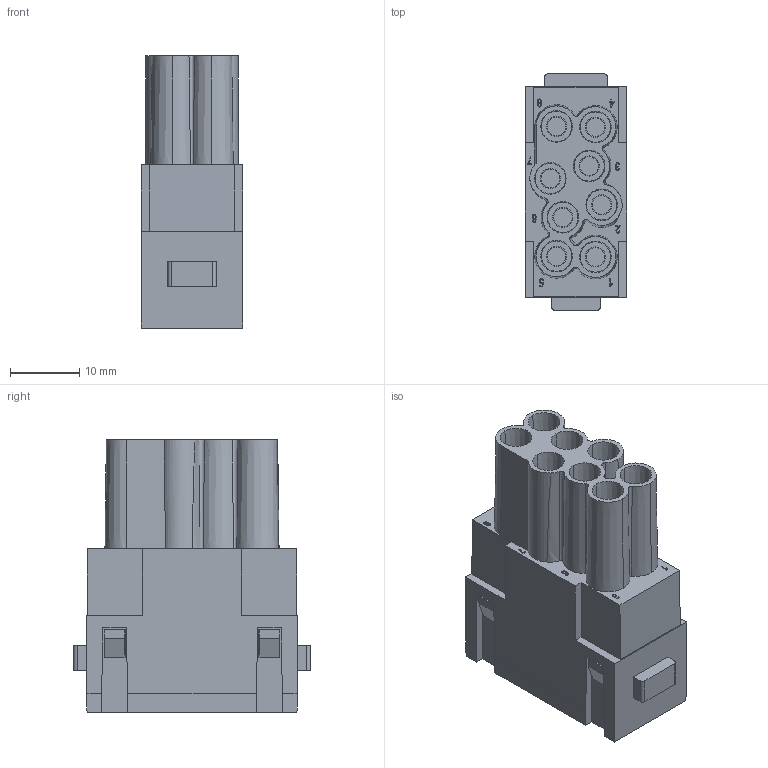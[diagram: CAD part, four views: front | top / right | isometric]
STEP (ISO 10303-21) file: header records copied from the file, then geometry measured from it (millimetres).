
FILE_DESCRIPTION(/* description */ ('Alibre Inc.'),/* implementation_level */ '2;1');
FILE_NAME(/* name */ 'export-80A00CDB-E2A5-44F8-98B8-37A0AAB08B9F',/* time_stamp */ '2022-10-05T16:13:45+02:00',/* author */ (''),/* organization */ (''),/* preprocessor_version */ 'ST-DEVELOPER v17',/* originating_system */ 'Alibre',/* authorisation */ '');
FILE_SCHEMA (('AUTOMOTIVE_DESIGN'));
Length unit declared in the file: millimetre
Products named in the file (2): HC_M_08_PT_F-select
Bounding box: 14.6 x 34.1 x 39.25 mm (x, y, z)
Volume: 10953.4 mm3; surface area: 7473.9 mm2
Topology: 1 solids, 1 shells, 1073 faces, 3036 edges, 2028 vertices
Faces by surface type: plane 930, cone 90, cylinder 47, bspline 6
Entity records: 52183 total; most frequent: CARTESIAN_POINT 25970, ORIENTED_EDGE 6072, DIRECTION 4051, EDGE_CURVE 3036, VECTOR 2525, LINE 2525, VERTEX_POINT 2028, AXIS2_PLACEMENT_3D 1220
